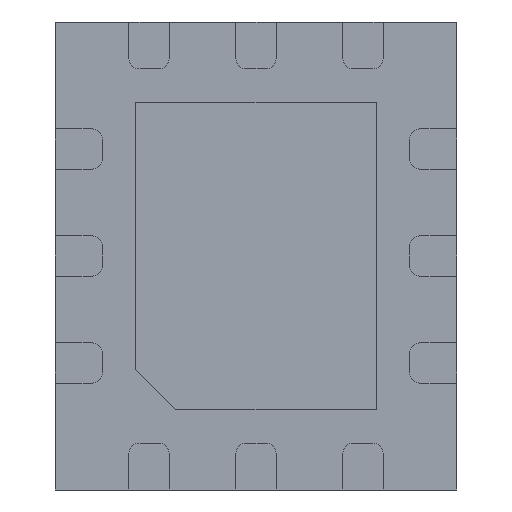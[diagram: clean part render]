
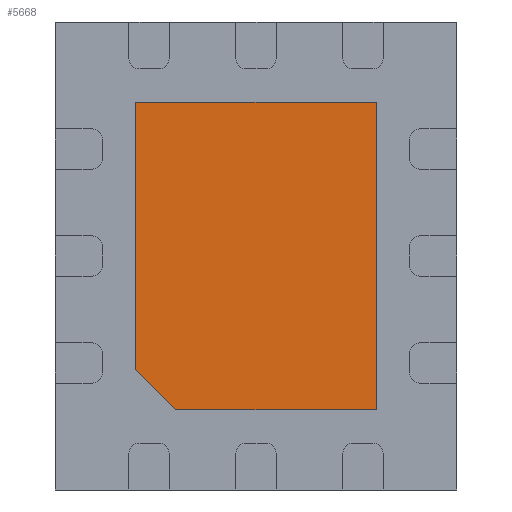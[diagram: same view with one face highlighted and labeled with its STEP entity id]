
A CAD part, front view. The second image highlights one B-rep face of the part: STEP entity #5668.
In plain terms, the highlighted planar face has unit normal (0, -1, 0).
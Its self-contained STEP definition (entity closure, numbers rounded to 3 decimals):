
#22 = CARTESIAN_POINT ( 'NONE',  ( 0., 0., 0. ) ) ;
#245 = CARTESIAN_POINT ( 'NONE',  ( 0.9, 0., 1.15 ) ) ;
#333 = LINE ( 'NONE', #1902, #392 ) ;
#392 = VECTOR ( 'NONE', #2805, 1000. ) ;
#495 = ORIENTED_EDGE ( 'NONE', *, *, #5931, .F. ) ;
#499 = PLANE ( 'NONE',  #1639 ) ;
#593 = VERTEX_POINT ( 'NONE', #245 ) ;
#802 = DIRECTION ( 'NONE',  ( -1., 0., 0. ) ) ;
#899 = VERTEX_POINT ( 'NONE', #1652 ) ;
#1238 = VERTEX_POINT ( 'NONE', #4690 ) ;
#1460 = DIRECTION ( 'NONE',  ( 0., 0., 1. ) ) ;
#1487 = LINE ( 'NONE', #2011, #4558 ) ;
#1639 = AXIS2_PLACEMENT_3D ( 'NONE', #22, #3831, #1460 ) ;
#1652 = CARTESIAN_POINT ( 'NONE',  ( -0.6, 0., -1.15 ) ) ;
#1889 = FACE_OUTER_BOUND ( 'NONE', #2016, .T. ) ;
#1902 = CARTESIAN_POINT ( 'NONE',  ( -0.9, 0., 1.15 ) ) ;
#1930 = CARTESIAN_POINT ( 'NONE',  ( -0.9, 0., 1.15 ) ) ;
#1979 = EDGE_CURVE ( 'NONE', #899, #1238, #3016, .T. ) ;
#2011 = CARTESIAN_POINT ( 'NONE',  ( 0.9, 0., 1.15 ) ) ;
#2016 = EDGE_LOOP ( 'NONE', ( #6159, #495, #2624, #3718, #3249 ) ) ;
#2017 = VECTOR ( 'NONE', #3371, 1000. ) ;
#2184 = EDGE_CURVE ( 'NONE', #1238, #3602, #3758, .T. ) ;
#2511 = VECTOR ( 'NONE', #4407, 1000. ) ;
#2624 = ORIENTED_EDGE ( 'NONE', *, *, #2184, .F. ) ;
#2710 = LINE ( 'NONE', #6073, #3447 ) ;
#2805 = DIRECTION ( 'NONE',  ( 1., 0., 0. ) ) ;
#3016 = LINE ( 'NONE', #3993, #2511 ) ;
#3249 = ORIENTED_EDGE ( 'NONE', *, *, #4714, .F. ) ;
#3352 = DIRECTION ( 'NONE',  ( 0., 0., -1. ) ) ;
#3371 = DIRECTION ( 'NONE',  ( 0., 0., 1. ) ) ;
#3447 = VECTOR ( 'NONE', #802, 1000. ) ;
#3591 = VERTEX_POINT ( 'NONE', #4723 ) ;
#3602 = VERTEX_POINT ( 'NONE', #1930 ) ;
#3718 = ORIENTED_EDGE ( 'NONE', *, *, #1979, .F. ) ;
#3758 = LINE ( 'NONE', #4857, #2017 ) ;
#3831 = DIRECTION ( 'NONE',  ( 0., 1., 0. ) ) ;
#3973 = EDGE_CURVE ( 'NONE', #593, #3591, #1487, .T. ) ;
#3993 = CARTESIAN_POINT ( 'NONE',  ( -0.6, 0., -1.15 ) ) ;
#4407 = DIRECTION ( 'NONE',  ( -0.707, 0., 0.707 ) ) ;
#4558 = VECTOR ( 'NONE', #3352, 1000. ) ;
#4690 = CARTESIAN_POINT ( 'NONE',  ( -0.9, 0., -0.85 ) ) ;
#4714 = EDGE_CURVE ( 'NONE', #3591, #899, #2710, .T. ) ;
#4723 = CARTESIAN_POINT ( 'NONE',  ( 0.9, 0., -1.15 ) ) ;
#4857 = CARTESIAN_POINT ( 'NONE',  ( -0.9, 0., -0.85 ) ) ;
#5668 = ADVANCED_FACE ( 'NONE', ( #1889 ), #499, .F. ) ;
#5931 = EDGE_CURVE ( 'NONE', #3602, #593, #333, .T. ) ;
#6073 = CARTESIAN_POINT ( 'NONE',  ( 0.9, 0., -1.15 ) ) ;
#6159 = ORIENTED_EDGE ( 'NONE', *, *, #3973, .F. ) ;
